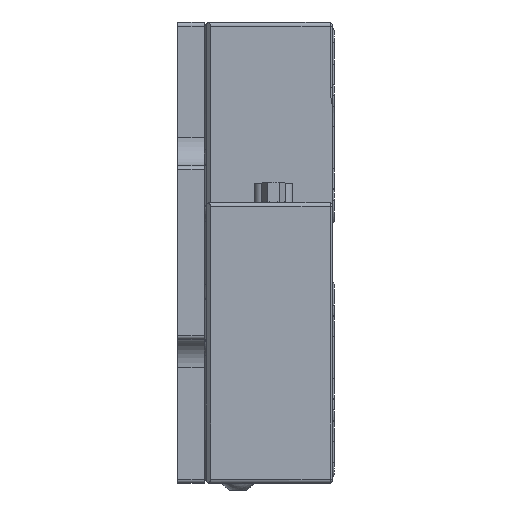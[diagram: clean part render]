
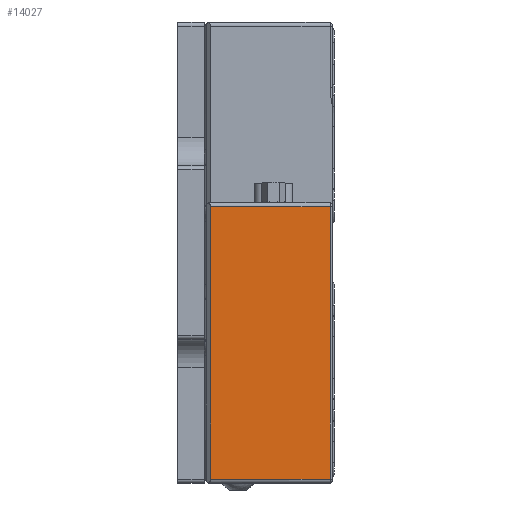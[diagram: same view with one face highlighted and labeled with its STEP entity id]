
A CAD part, left-side view. The second image highlights one B-rep face of the part: STEP entity #14027.
In plain terms, the highlighted face is planar.
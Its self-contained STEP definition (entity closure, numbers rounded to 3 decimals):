
#631 = EDGE_CURVE ( 'NONE', #50436, #37058, #58995, .T. ) ;
#2881 = EDGE_CURVE ( 'NONE', #27290, #26614, #4036, .T. ) ;
#4036 = LINE ( 'NONE', #25776, #52524 ) ;
#5146 = CARTESIAN_POINT ( 'NONE',  ( 32.5, 15., -25. ) ) ;
#5780 = DIRECTION ( 'NONE',  ( 1., 0., 0. ) ) ;
#10326 = EDGE_CURVE ( 'NONE', #26614, #50436, #47431, .T. ) ;
#13566 = CARTESIAN_POINT ( 'NONE',  ( -32.5, 15., -25. ) ) ;
#14027 = ADVANCED_FACE ( 'NONE', ( #27294 ), #44818, .F. ) ;
#15509 = DIRECTION ( 'NONE',  ( 0., -1., 0. ) ) ;
#15984 = CARTESIAN_POINT ( 'NONE',  ( -32.5, -14., -25. ) ) ;
#17541 = VECTOR ( 'NONE', #15509, 1000. ) ;
#17704 = DIRECTION ( 'NONE',  ( 0., 0., 1. ) ) ;
#20593 = ORIENTED_EDGE ( 'NONE', *, *, #10326, .T. ) ;
#22466 = CARTESIAN_POINT ( 'NONE',  ( -32.5, 14.5, -25. ) ) ;
#23002 = CARTESIAN_POINT ( 'NONE',  ( 33.5, 15., -25. ) ) ;
#25776 = CARTESIAN_POINT ( 'NONE',  ( 33.5, -14., -25. ) ) ;
#26105 = CARTESIAN_POINT ( 'NONE',  ( 32.5, 14.5, -25. ) ) ;
#26614 = VERTEX_POINT ( 'NONE', #15984 ) ;
#27290 = VERTEX_POINT ( 'NONE', #65642 ) ;
#27294 = FACE_OUTER_BOUND ( 'NONE', #61553, .T. ) ;
#29954 = DIRECTION ( 'NONE',  ( 0., 1., 0. ) ) ;
#31992 = EDGE_CURVE ( 'NONE', #37058, #27290, #43326, .T. ) ;
#34147 = CARTESIAN_POINT ( 'NONE',  ( 32.5, 14.5, -25. ) ) ;
#34962 = ORIENTED_EDGE ( 'NONE', *, *, #31992, .T. ) ;
#37058 = VERTEX_POINT ( 'NONE', #34147 ) ;
#38402 = VECTOR ( 'NONE', #29954, 1000. ) ;
#41283 = ORIENTED_EDGE ( 'NONE', *, *, #2881, .T. ) ;
#43033 = VECTOR ( 'NONE', #5780, 1000. ) ;
#43326 = LINE ( 'NONE', #5146, #17541 ) ;
#43739 = DIRECTION ( 'NONE',  ( 1., 0., 0. ) ) ;
#44818 = PLANE ( 'NONE',  #69525 ) ;
#47431 = LINE ( 'NONE', #13566, #38402 ) ;
#47606 = DIRECTION ( 'NONE',  ( -1., 0., 0. ) ) ;
#50436 = VERTEX_POINT ( 'NONE', #22466 ) ;
#52524 = VECTOR ( 'NONE', #47606, 1000. ) ;
#58690 = ORIENTED_EDGE ( 'NONE', *, *, #631, .T. ) ;
#58995 = LINE ( 'NONE', #26105, #43033 ) ;
#61553 = EDGE_LOOP ( 'NONE', ( #20593, #58690, #34962, #41283 ) ) ;
#65642 = CARTESIAN_POINT ( 'NONE',  ( 32.5, -14., -25. ) ) ;
#69525 = AXIS2_PLACEMENT_3D ( 'NONE', #23002, #17704, #43739 ) ;
